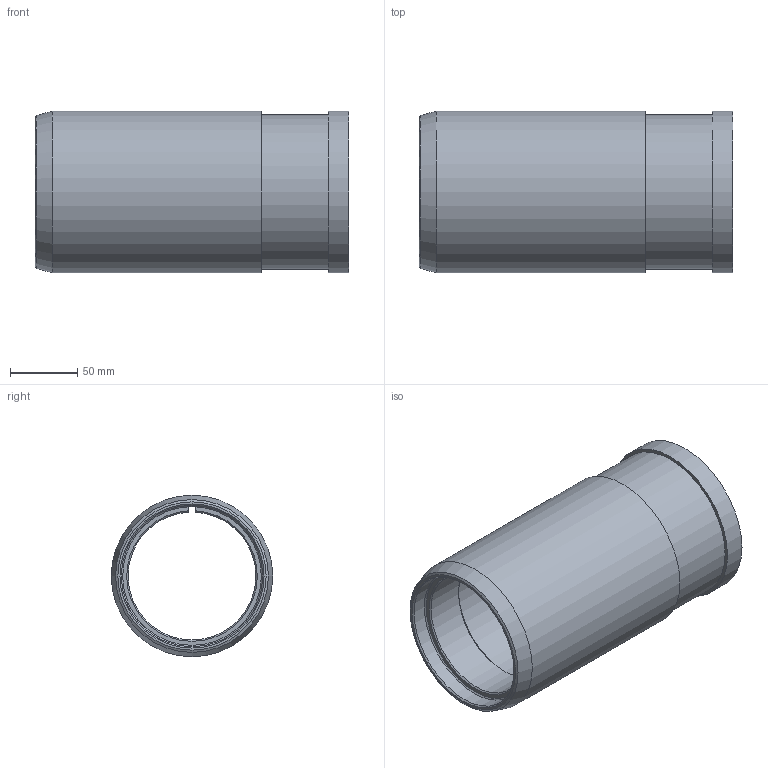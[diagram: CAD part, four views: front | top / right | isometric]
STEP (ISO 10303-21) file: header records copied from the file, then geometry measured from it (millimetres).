
FILE_DESCRIPTION(('STEP AP242'), '1');
FILE_NAME('9. Ïåðåäíÿÿ çàùèòíàÿ ðóáàøêà ñî ñòîðîíû âñàñûâàíèÿ', '', ('UNSPECIFIED'), ('UNSPECIFIED'), 'C3D Converter', 'C3D Toolkit', '');
FILE_SCHEMA(('AP242_MANAGED_MODEL_BASED_3D_ENGINEERING_MIM_LF { 1 0 10303 442 1 1 4 }'));
Length unit declared in the file: millimetre
Bounding box: 233.06 x 120 x 120 mm (x, y, z)
Volume: 858913 mm3; surface area: 166792.8 mm2
Topology: 1 solids, 1 shells, 25 faces, 55 edges, 34 vertices
Faces by surface type: plane 10, cylinder 7, cone 6, torus 2
Full cylindrical faces by diameter (mm): 105 x1, 115 x1, 120 x2
Entity records: 1080 total; most frequent: CARTESIAN_POINT 320, DIRECTION 110, ORIENTED_EDGE 92, AXIS2_PLACEMENT_3D 48, EDGE_CURVE 46, EDGE_LOOP 38, VERTEX_POINT 34, COLOUR_RGB 26
